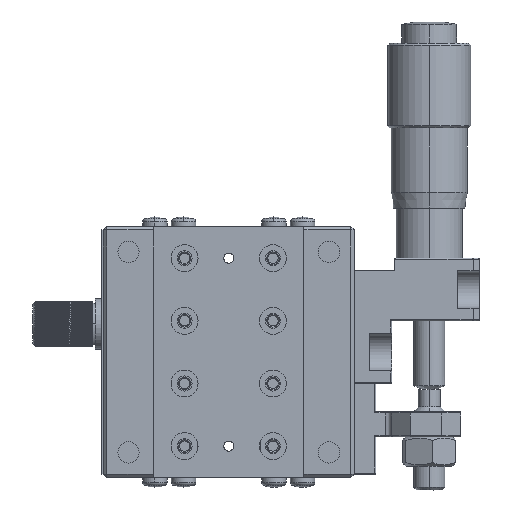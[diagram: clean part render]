
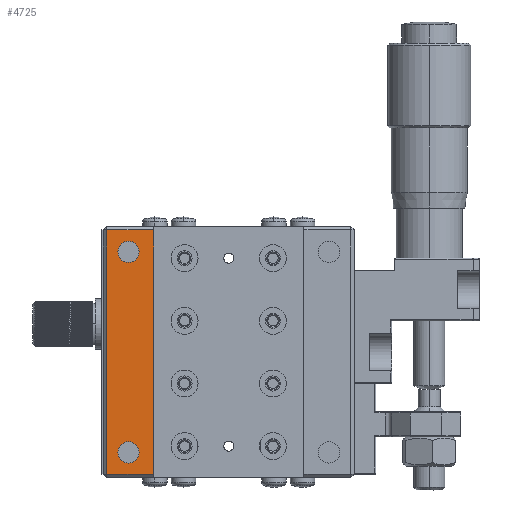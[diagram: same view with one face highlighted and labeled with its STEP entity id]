
A CAD part, left-side view. The second image highlights one B-rep face of the part: STEP entity #4725.
In plain terms, the highlighted planar face has unit normal (-1, 0, 0).
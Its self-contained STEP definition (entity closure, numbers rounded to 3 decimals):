
#251 = VERTEX_POINT ( 'NONE', #31851 ) ;
#550 = DIRECTION ( 'NONE',  ( 0., 0., -1. ) ) ;
#1027 = CARTESIAN_POINT ( 'NONE',  ( 0., 32., 0.5 ) ) ;
#1657 = FACE_BOUND ( 'NONE', #3595, .T. ) ;
#1901 = EDGE_CURVE ( 'NONE', #18117, #251, #9579, .T. ) ;
#2531 = CIRCLE ( 'NONE', #3574, 1.7 ) ;
#2843 = DIRECTION ( 'NONE',  ( 0., -1., 0. ) ) ;
#2932 = CARTESIAN_POINT ( 'NONE',  ( 0., 39.5, 40. ) ) ;
#3194 = LINE ( 'NONE', #21304, #31637 ) ;
#3574 = AXIS2_PLACEMENT_3D ( 'NONE', #13792, #24447, #550 ) ;
#3595 = EDGE_LOOP ( 'NONE', ( #8615, #11968 ) ) ;
#4293 = FACE_OUTER_BOUND ( 'NONE', #9021, .T. ) ;
#4330 = ORIENTED_EDGE ( 'NONE', *, *, #17557, .F. ) ;
#4451 = FACE_BOUND ( 'NONE', #31601, .T. ) ;
#4725 = ADVANCED_FACE ( 'NONE', ( #4293, #4451, #1657 ), #9301, .F. ) ;
#4748 = ORIENTED_EDGE ( 'NONE', *, *, #1901, .F. ) ;
#6686 = ORIENTED_EDGE ( 'NONE', *, *, #13658, .F. ) ;
#6712 = DIRECTION ( 'NONE',  ( 0., 0., -1. ) ) ;
#6897 = DIRECTION ( 'NONE',  ( 0., 0., -1. ) ) ;
#7208 = CARTESIAN_POINT ( 'NONE',  ( 0., 32., 0. ) ) ;
#8615 = ORIENTED_EDGE ( 'NONE', *, *, #23142, .F. ) ;
#9021 = EDGE_LOOP ( 'NONE', ( #29926, #22913, #6686, #4330 ) ) ;
#9144 = DIRECTION ( 'NONE',  ( -1., 0., 0. ) ) ;
#9301 = PLANE ( 'NONE',  #26306 ) ;
#9579 = CIRCLE ( 'NONE', #18514, 1.7 ) ;
#9588 = VERTEX_POINT ( 'NONE', #13021 ) ;
#10387 = EDGE_CURVE ( 'NONE', #251, #18117, #2531, .T. ) ;
#10737 = LINE ( 'NONE', #2932, #19831 ) ;
#11216 = CARTESIAN_POINT ( 'NONE',  ( 0., 36., 4. ) ) ;
#11393 = AXIS2_PLACEMENT_3D ( 'NONE', #30980, #9144, #6897 ) ;
#11484 = ORIENTED_EDGE ( 'NONE', *, *, #10387, .F. ) ;
#11750 = EDGE_CURVE ( 'NONE', #9588, #24506, #3194, .T. ) ;
#11951 = LINE ( 'NONE', #22613, #14003 ) ;
#11968 = ORIENTED_EDGE ( 'NONE', *, *, #29070, .F. ) ;
#12266 = CARTESIAN_POINT ( 'NONE',  ( 0., 36., 2.3 ) ) ;
#13021 = CARTESIAN_POINT ( 'NONE',  ( 0., 39.5, 39.5 ) ) ;
#13531 = DIRECTION ( 'NONE',  ( 0., 0., 1. ) ) ;
#13658 = EDGE_CURVE ( 'NONE', #14826, #9588, #10737, .T. ) ;
#13792 = CARTESIAN_POINT ( 'NONE',  ( 0., 36., 4. ) ) ;
#14003 = VECTOR ( 'NONE', #33251, 1000. ) ;
#14712 = DIRECTION ( 'NONE',  ( -1., 0., 0. ) ) ;
#14826 = VERTEX_POINT ( 'NONE', #33605 ) ;
#15078 = DIRECTION ( 'NONE',  ( 1., 0., 0. ) ) ;
#15272 = VECTOR ( 'NONE', #33720, 1000. ) ;
#15606 = CARTESIAN_POINT ( 'NONE',  ( 0., 32., 39.5 ) ) ;
#17185 = CARTESIAN_POINT ( 'NONE',  ( 0., 40., 40. ) ) ;
#17286 = VERTEX_POINT ( 'NONE', #21388 ) ;
#17353 = DIRECTION ( 'NONE',  ( -1., 0., 0. ) ) ;
#17557 = EDGE_CURVE ( 'NONE', #21521, #14826, #11951, .T. ) ;
#18117 = VERTEX_POINT ( 'NONE', #12266 ) ;
#18514 = AXIS2_PLACEMENT_3D ( 'NONE', #11216, #14712, #33213 ) ;
#19831 = VECTOR ( 'NONE', #13531, 1000. ) ;
#20488 = DIRECTION ( 'NONE',  ( 0., 0., -1. ) ) ;
#21304 = CARTESIAN_POINT ( 'NONE',  ( 0., 40., 39.5 ) ) ;
#21388 = CARTESIAN_POINT ( 'NONE',  ( 0., 36., 34.3 ) ) ;
#21521 = VERTEX_POINT ( 'NONE', #1027 ) ;
#22613 = CARTESIAN_POINT ( 'NONE',  ( 0., 40., 0.5 ) ) ;
#22913 = ORIENTED_EDGE ( 'NONE', *, *, #11750, .F. ) ;
#23142 = EDGE_CURVE ( 'NONE', #17286, #24971, #29549, .T. ) ;
#23419 = AXIS2_PLACEMENT_3D ( 'NONE', #30442, #17353, #6712 ) ;
#24447 = DIRECTION ( 'NONE',  ( -1., 0., 0. ) ) ;
#24506 = VERTEX_POINT ( 'NONE', #15606 ) ;
#24778 = CIRCLE ( 'NONE', #11393, 1.7 ) ;
#24904 = EDGE_CURVE ( 'NONE', #21521, #24506, #30932, .T. ) ;
#24971 = VERTEX_POINT ( 'NONE', #28144 ) ;
#26306 = AXIS2_PLACEMENT_3D ( 'NONE', #17185, #15078, #20488 ) ;
#28144 = CARTESIAN_POINT ( 'NONE',  ( 0., 36., 37.7 ) ) ;
#29070 = EDGE_CURVE ( 'NONE', #24971, #17286, #24778, .T. ) ;
#29549 = CIRCLE ( 'NONE', #23419, 1.7 ) ;
#29926 = ORIENTED_EDGE ( 'NONE', *, *, #24904, .T. ) ;
#30442 = CARTESIAN_POINT ( 'NONE',  ( 0., 36., 36. ) ) ;
#30932 = LINE ( 'NONE', #7208, #15272 ) ;
#30980 = CARTESIAN_POINT ( 'NONE',  ( 0., 36., 36. ) ) ;
#31601 = EDGE_LOOP ( 'NONE', ( #4748, #11484 ) ) ;
#31637 = VECTOR ( 'NONE', #2843, 1000. ) ;
#31851 = CARTESIAN_POINT ( 'NONE',  ( 0., 36., 5.7 ) ) ;
#33213 = DIRECTION ( 'NONE',  ( 0., 0., -1. ) ) ;
#33251 = DIRECTION ( 'NONE',  ( 0., 1., 0. ) ) ;
#33605 = CARTESIAN_POINT ( 'NONE',  ( 0., 39.5, 0.5 ) ) ;
#33720 = DIRECTION ( 'NONE',  ( 0., 0., 1. ) ) ;
